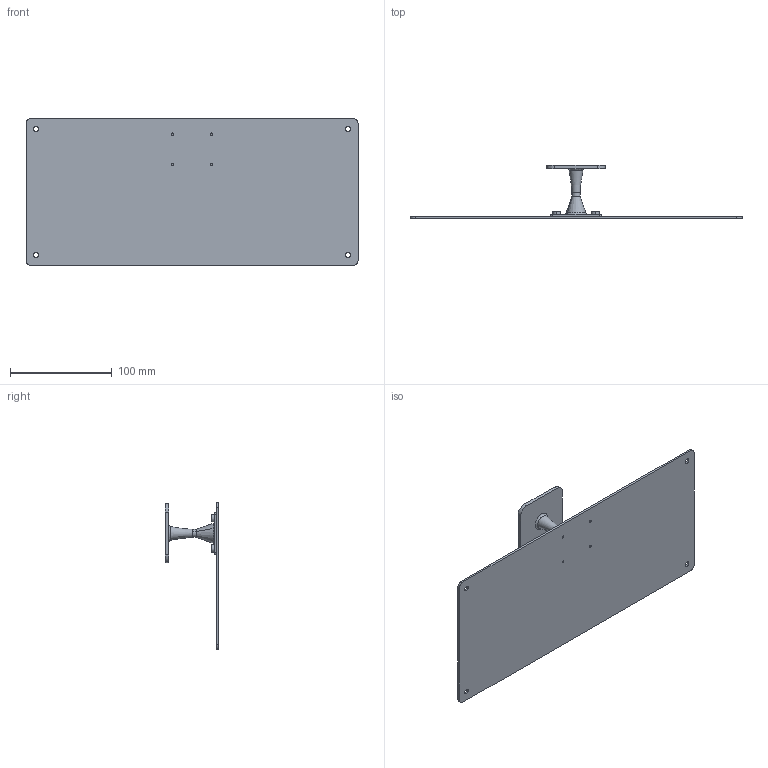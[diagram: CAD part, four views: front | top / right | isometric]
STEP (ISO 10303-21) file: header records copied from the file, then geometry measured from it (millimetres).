
FILE_DESCRIPTION(('STEP AP203'), '1');
FILE_NAME('.a3d', '', ('UNSPECIFIED'), ('UNSPECIFIED'), 'C3D Converter', 'C3D Toolkit', '');
FILE_SCHEMA(('CONFIG_CONTROL_DESIGN'));
Length unit declared in the file: millimetre
Products named in the file (3): S8FB700
Assembly tree (2 placements, depth 2):
  (unnamed)
    (unnamed)
    S8FB700
Bounding box: 327 x 52.5 x 145 mm (x, y, z)
Volume: 116374.9 mm3; surface area: 110276.1 mm2
Topology: 2 solids, 2 shells, 66 faces, 164 edges, 108 vertices
Faces by surface type: cylinder 38, plane 22, bspline 2, cone 2, torus 2
Full cylindrical faces by diameter (mm): 2.25 x4, 5 x4
Entity records: 3079 total; most frequent: CARTESIAN_POINT 903, DIRECTION 368, ORIENTED_EDGE 306, EDGE_CURVE 153, AXIS2_PLACEMENT_3D 150, VERTEX_POINT 107, EDGE_LOOP 106, FACE_BOUND 87
